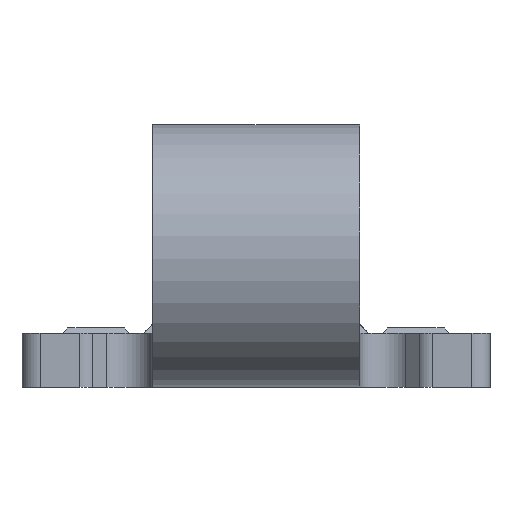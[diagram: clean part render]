
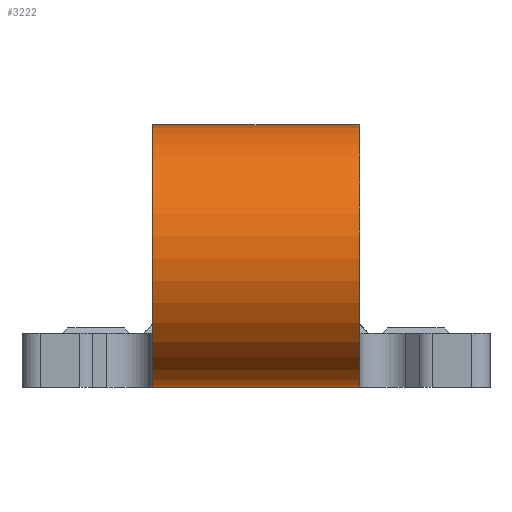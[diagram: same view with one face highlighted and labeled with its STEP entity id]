
A CAD part, front view. The second image highlights one B-rep face of the part: STEP entity #3222.
In plain terms, the highlighted cylindrical face has radius 7.3 mm (diameter 14.6 mm), a partial arc.
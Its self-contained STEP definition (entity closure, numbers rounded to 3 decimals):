
#9 = CARTESIAN_POINT ( 'NONE',  ( -5.75, -20.2, 7.3 ) ) ;
#17 = EDGE_CURVE ( 'NONE', #3367, #2009, #2561, .T. ) ;
#168 = ORIENTED_EDGE ( 'NONE', *, *, #2044, .T. ) ;
#194 = CARTESIAN_POINT ( 'NONE',  ( 5.75, -13.501, 10.201 ) ) ;
#262 = DIRECTION ( 'NONE',  ( 0., 0., -1. ) ) ;
#281 = DIRECTION ( 'NONE',  ( 1., 0., 0. ) ) ;
#317 = DIRECTION ( 'NONE',  ( 0., 0., -1. ) ) ;
#418 = VERTEX_POINT ( 'NONE', #1366 ) ;
#530 = DIRECTION ( 'NONE',  ( 1., 0., 0. ) ) ;
#805 = EDGE_CURVE ( 'NONE', #418, #1213, #2432, .T. ) ;
#834 = AXIS2_PLACEMENT_3D ( 'NONE', #2921, #837, #262 ) ;
#837 = DIRECTION ( 'NONE',  ( 1., 0., 0. ) ) ;
#962 = ORIENTED_EDGE ( 'NONE', *, *, #17, .T. ) ;
#1044 = ORIENTED_EDGE ( 'NONE', *, *, #3423, .T. ) ;
#1213 = VERTEX_POINT ( 'NONE', #1405 ) ;
#1366 = CARTESIAN_POINT ( 'NONE',  ( 5.75, -13.501, 10.201 ) ) ;
#1371 = AXIS2_PLACEMENT_3D ( 'NONE', #1408, #1419, #317 ) ;
#1405 = CARTESIAN_POINT ( 'NONE',  ( -5.75, -13.501, 10.201 ) ) ;
#1408 = CARTESIAN_POINT ( 'NONE',  ( 5.75, -20.2, 7.3 ) ) ;
#1419 = DIRECTION ( 'NONE',  ( -1., 0., 0. ) ) ;
#1647 = AXIS2_PLACEMENT_3D ( 'NONE', #9, #530, #2611 ) ;
#1672 = CIRCLE ( 'NONE', #1647, 7.3 ) ;
#1682 = ORIENTED_EDGE ( 'NONE', *, *, #805, .T. ) ;
#1730 = VECTOR ( 'NONE', #2355, 1000. ) ;
#1756 = CYLINDRICAL_SURFACE ( 'NONE', #834, 7.3 ) ;
#1796 = FACE_OUTER_BOUND ( 'NONE', #1837, .T. ) ;
#1837 = EDGE_LOOP ( 'NONE', ( #1044, #1682, #168, #962 ) ) ;
#2009 = VERTEX_POINT ( 'NONE', #2598 ) ;
#2044 = EDGE_CURVE ( 'NONE', #1213, #3367, #1672, .T. ) ;
#2186 = CARTESIAN_POINT ( 'NONE',  ( -5.75, -20.2, 0. ) ) ;
#2355 = DIRECTION ( 'NONE',  ( -1., 0., 0. ) ) ;
#2419 = CARTESIAN_POINT ( 'NONE',  ( 5.75, -20.2, 0. ) ) ;
#2432 = LINE ( 'NONE', #194, #1730 ) ;
#2561 = LINE ( 'NONE', #2419, #2909 ) ;
#2598 = CARTESIAN_POINT ( 'NONE',  ( 5.75, -20.2, 0. ) ) ;
#2611 = DIRECTION ( 'NONE',  ( 0., 0., -1. ) ) ;
#2909 = VECTOR ( 'NONE', #281, 1000. ) ;
#2921 = CARTESIAN_POINT ( 'NONE',  ( 5.75, -20.2, 7.3 ) ) ;
#3222 = ADVANCED_FACE ( 'NONE', ( #1796 ), #1756, .T. ) ;
#3258 = CIRCLE ( 'NONE', #1371, 7.3 ) ;
#3367 = VERTEX_POINT ( 'NONE', #2186 ) ;
#3423 = EDGE_CURVE ( 'NONE', #2009, #418, #3258, .T. ) ;
